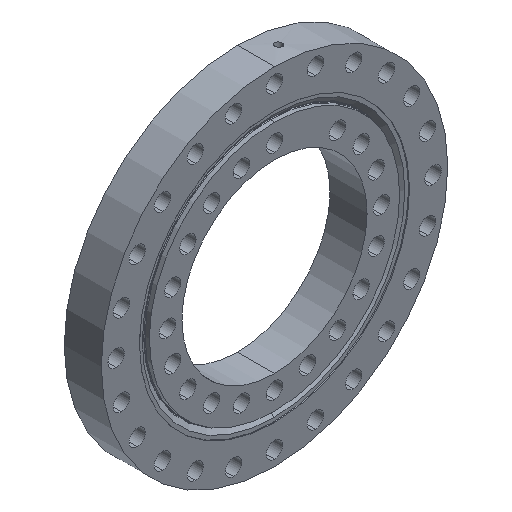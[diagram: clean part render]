
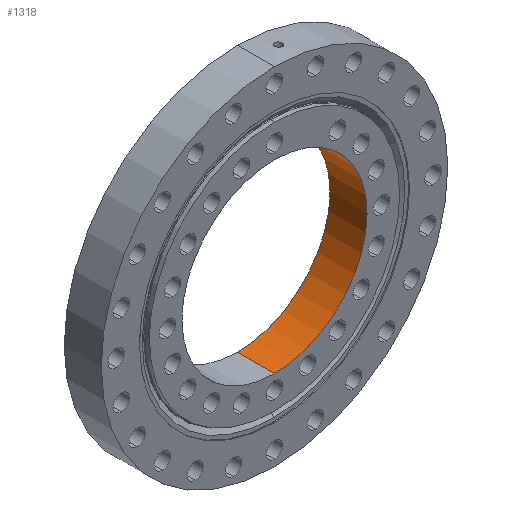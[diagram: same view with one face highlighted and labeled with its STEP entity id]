
A CAD part, isometric view. The second image highlights one B-rep face of the part: STEP entity #1318.
In plain terms, the highlighted cylindrical face has radius 62.5 mm (diameter 125 mm), a partial arc.
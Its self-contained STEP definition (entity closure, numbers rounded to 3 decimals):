
#438 = CARTESIAN_POINT ( 'NONE',  ( 0., 31.029, 62.5 ) ) ;
#550 = DIRECTION ( 'NONE',  ( 0., 1., 0. ) ) ;
#884 = DIRECTION ( 'NONE',  ( 0., 1., 0. ) ) ;
#925 = EDGE_CURVE ( 'NONE', #3237, #4945, #4827, .T. ) ;
#1069 = CARTESIAN_POINT ( 'NONE',  ( 0., -12.5, 62.5 ) ) ;
#1163 = DIRECTION ( 'NONE',  ( 0., 0., 1. ) ) ;
#1233 = AXIS2_PLACEMENT_3D ( 'NONE', #3309, #3032, #5672 ) ;
#1318 = ADVANCED_FACE ( 'NONE', ( #2342 ), #2189, .F. ) ;
#1476 = AXIS2_PLACEMENT_3D ( 'NONE', #3618, #1531, #1479 ) ;
#1479 = DIRECTION ( 'NONE',  ( 0., 0., 1. ) ) ;
#1531 = DIRECTION ( 'NONE',  ( 0., 1., 0. ) ) ;
#1716 = CARTESIAN_POINT ( 'NONE',  ( 0., -12.5, -62.5 ) ) ;
#2091 = ORIENTED_EDGE ( 'NONE', *, *, #5235, .T. ) ;
#2189 = CYLINDRICAL_SURFACE ( 'NONE', #1233, 62.5 ) ;
#2342 = FACE_OUTER_BOUND ( 'NONE', #5085, .T. ) ;
#2475 = ORIENTED_EDGE ( 'NONE', *, *, #5330, .F. ) ;
#2591 = CIRCLE ( 'NONE', #1476, 62.5 ) ;
#2688 = AXIS2_PLACEMENT_3D ( 'NONE', #3961, #3817, #1163 ) ;
#2692 = CIRCLE ( 'NONE', #2688, 62.5 ) ;
#3032 = DIRECTION ( 'NONE',  ( 0., 1., 0. ) ) ;
#3237 = VERTEX_POINT ( 'NONE', #1716 ) ;
#3266 = CARTESIAN_POINT ( 'NONE',  ( 0., 31.029, -62.5 ) ) ;
#3309 = CARTESIAN_POINT ( 'NONE',  ( 0., 31.029, 0. ) ) ;
#3511 = EDGE_CURVE ( 'NONE', #4628, #5760, #4965, .T. ) ;
#3616 = CARTESIAN_POINT ( 'NONE',  ( 0., 12.5, -62.5 ) ) ;
#3618 = CARTESIAN_POINT ( 'NONE',  ( 0., -12.5, 0. ) ) ;
#3744 = ORIENTED_EDGE ( 'NONE', *, *, #925, .F. ) ;
#3817 = DIRECTION ( 'NONE',  ( 0., 1., 0. ) ) ;
#3961 = CARTESIAN_POINT ( 'NONE',  ( 0., 12.5, 0. ) ) ;
#4628 = VERTEX_POINT ( 'NONE', #1069 ) ;
#4827 = LINE ( 'NONE', #3266, #5206 ) ;
#4872 = CARTESIAN_POINT ( 'NONE',  ( 0., 12.5, 62.5 ) ) ;
#4913 = VECTOR ( 'NONE', #550, 1000. ) ;
#4945 = VERTEX_POINT ( 'NONE', #3616 ) ;
#4965 = LINE ( 'NONE', #438, #4913 ) ;
#4997 = ORIENTED_EDGE ( 'NONE', *, *, #3511, .T. ) ;
#5085 = EDGE_LOOP ( 'NONE', ( #3744, #2475, #4997, #2091 ) ) ;
#5206 = VECTOR ( 'NONE', #884, 1000. ) ;
#5235 = EDGE_CURVE ( 'NONE', #5760, #4945, #2692, .T. ) ;
#5330 = EDGE_CURVE ( 'NONE', #4628, #3237, #2591, .T. ) ;
#5672 = DIRECTION ( 'NONE',  ( 0., 0., 1. ) ) ;
#5760 = VERTEX_POINT ( 'NONE', #4872 ) ;
